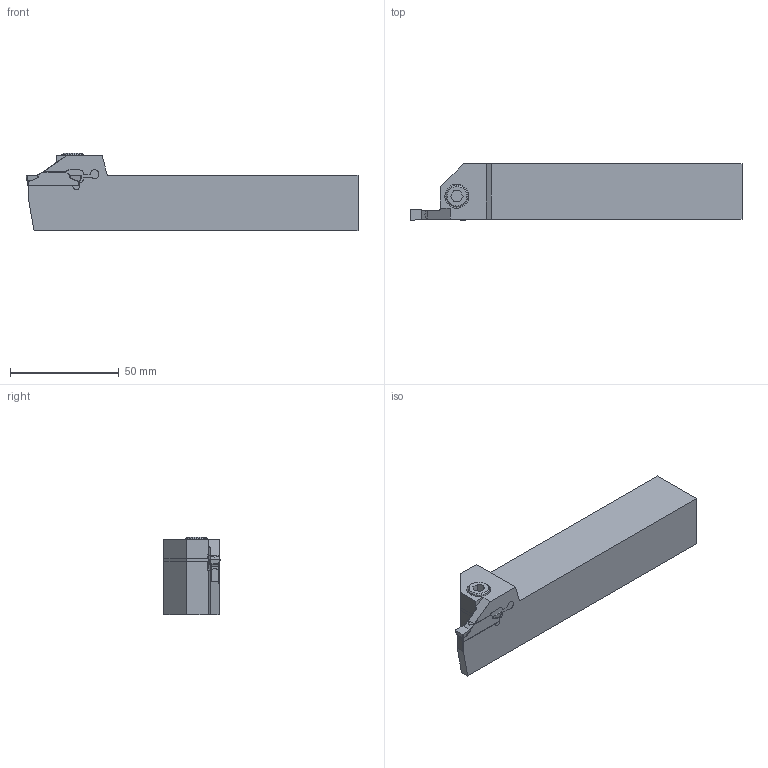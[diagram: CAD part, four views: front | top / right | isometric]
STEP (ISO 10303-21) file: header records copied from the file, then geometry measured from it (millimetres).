
FILE_DESCRIPTION(/* description */ (''),/* implementation_level */ '2;1');
FILE_NAME(/* name */ 'qehd16-05dr13.stp',/* time_stamp */ '2023-06-02T15:09:14+08:00',/* author */ (''),/* organization */ (''),/* preprocessor_version */ 'ST-DEVELOPER v16.7',/* originating_system */ 'SIEMENS PLM Software NX 12.0',/* authorisation */ '');
FILE_SCHEMA (('AUTOMOTIVE_DESIGN { 1 0 10303 214 3 1 1 1 }'));
Length unit declared in the file: millimetre
Products named in the file (5): BP-ZTHD0504-MG; M6x20(GB70-85); POCKET-QHGD-R_PLMNX-ARRAGMNTArrangement 1; LD-M6X20_PLM; qehd16-05dr13
Assembly tree (4 placements, depth 3):
  qehd16-05dr13
    LD-M6X20_PLM
      M6x20(GB70-85)
    POCKET-QHGD-R_PLMNX-ARRAGMNTArrangement 1
      BP-ZTHD0504-MG
Bounding box: 152.4 x 25.9 x 35.4 mm (x, y, z)
Surface area: 36384.3 mm2
Topology: 4 solids, 4 shells, 160 faces, 406 edges, 260 vertices
Faces by surface type: plane 88, cylinder 48, bspline 12, cone 4, torus 4, sphere 4
Full cylindrical faces by diameter (mm): 5 x2, 5.795 x1, 6.5 x3, 10 x1, 11 x2
Entity records: 5453 total; most frequent: CARTESIAN_POINT 1014, DIRECTION 802, ORIENTED_EDGE 778, EDGE_CURVE 389, AXIS2_PLACEMENT_3D 280, VERTEX_POINT 256, LINE 242, VECTOR 242
